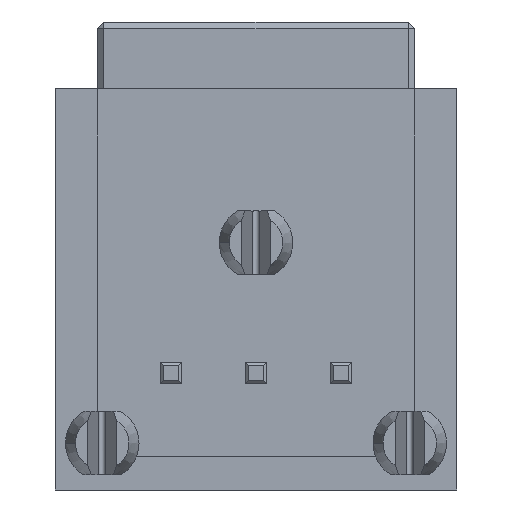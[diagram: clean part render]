
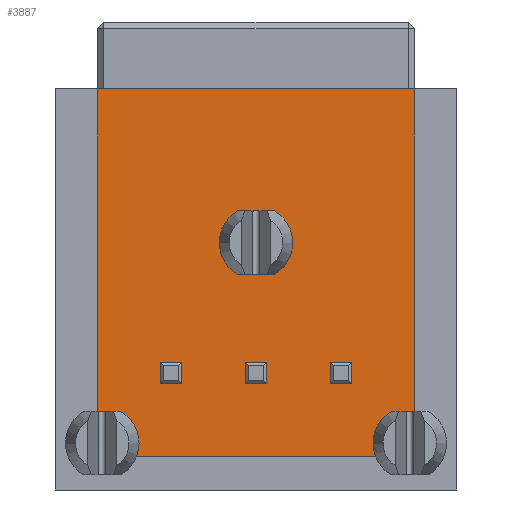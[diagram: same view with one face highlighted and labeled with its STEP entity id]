
A CAD part, front view. The second image highlights one B-rep face of the part: STEP entity #3887.
In plain terms, the highlighted planar face has unit normal (0, -1, 0).
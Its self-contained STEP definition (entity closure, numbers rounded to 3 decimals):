
#193 = LINE ( 'NONE', #8329, #5421 ) ;
#204 = FACE_OUTER_BOUND ( 'NONE', #5529, .T. ) ;
#266 = CARTESIAN_POINT ( 'NONE',  ( 4.75, -5.265, 1. ) ) ;
#501 = CIRCLE ( 'NONE', #4615, 0.95 ) ;
#549 = DIRECTION ( 'NONE',  ( 0., 0., 1. ) ) ;
#730 = LINE ( 'NONE', #266, #7974 ) ;
#751 = CARTESIAN_POINT ( 'NONE',  ( 4.6, -5.265, 1.4 ) ) ;
#770 = CARTESIAN_POINT ( 'NONE',  ( -4.75, -5.265, 1. ) ) ;
#781 = DIRECTION ( 'NONE',  ( 0., -1., 0. ) ) ;
#787 = DIRECTION ( 'NONE',  ( 0., -1., 0. ) ) ;
#1412 = AXIS2_PLACEMENT_3D ( 'NONE', #7362, #5870, #4350 ) ;
#1526 = EDGE_CURVE ( 'NONE', #2050, #3676, #5043, .T. ) ;
#1575 = EDGE_CURVE ( 'NONE', #4414, #6393, #3940, .T. ) ;
#1815 = ORIENTED_EDGE ( 'NONE', *, *, #8088, .F. ) ;
#1844 = VERTEX_POINT ( 'NONE', #4546 ) ;
#2050 = VERTEX_POINT ( 'NONE', #7338 ) ;
#2132 = DIRECTION ( 'NONE',  ( 0., 0., -1. ) ) ;
#2136 = VERTEX_POINT ( 'NONE', #5123 ) ;
#2298 = EDGE_CURVE ( 'NONE', #1844, #2136, #3412, .T. ) ;
#2365 = DIRECTION ( 'NONE',  ( 0., 0., 1. ) ) ;
#2672 = CARTESIAN_POINT ( 'NONE',  ( 0., -5.265, 6.45 ) ) ;
#2679 = DIRECTION ( 'NONE',  ( 0., 0., 1. ) ) ;
#2807 = DIRECTION ( 'NONE',  ( 0., 0., 1. ) ) ;
#2885 = AXIS2_PLACEMENT_3D ( 'NONE', #751, #5886, #2679 ) ;
#2959 = CARTESIAN_POINT ( 'NONE',  ( -4.75, -5.265, 1. ) ) ;
#3208 = ORIENTED_EDGE ( 'NONE', *, *, #7241, .F. ) ;
#3340 = EDGE_CURVE ( 'NONE', #4414, #1844, #501, .T. ) ;
#3385 = ORIENTED_EDGE ( 'NONE', *, *, #7096, .T. ) ;
#3412 = CIRCLE ( 'NONE', #5690, 0.95 ) ;
#3417 = CIRCLE ( 'NONE', #4299, 0.95 ) ;
#3528 = DIRECTION ( 'NONE',  ( 1., 0., 0. ) ) ;
#3539 = EDGE_CURVE ( 'NONE', #3967, #3842, #4218, .T. ) ;
#3552 = CARTESIAN_POINT ( 'NONE',  ( 0., -5.265, 8.35 ) ) ;
#3592 = LINE ( 'NONE', #3878, #6641 ) ;
#3653 = CARTESIAN_POINT ( 'NONE',  ( 0., -5.265, 7.4 ) ) ;
#3676 = VERTEX_POINT ( 'NONE', #6334 ) ;
#3784 = CARTESIAN_POINT ( 'NONE',  ( -3.738, -5.265, 1. ) ) ;
#3842 = VERTEX_POINT ( 'NONE', #2672 ) ;
#3878 = CARTESIAN_POINT ( 'NONE',  ( -4.75, -5.265, 1. ) ) ;
#3887 = ADVANCED_FACE ( 'NONE', ( #204, #6681 ), #6504, .F. ) ;
#3940 = LINE ( 'NONE', #770, #7426 ) ;
#3967 = VERTEX_POINT ( 'NONE', #3552 ) ;
#4218 = CIRCLE ( 'NONE', #5248, 0.95 ) ;
#4299 = AXIS2_PLACEMENT_3D ( 'NONE', #6345, #7563, #549 ) ;
#4317 = DIRECTION ( 'NONE',  ( 0., 0., 1. ) ) ;
#4350 = DIRECTION ( 'NONE',  ( 0., 0., 1. ) ) ;
#4394 = ORIENTED_EDGE ( 'NONE', *, *, #8253, .T. ) ;
#4414 = VERTEX_POINT ( 'NONE', #3784 ) ;
#4546 = CARTESIAN_POINT ( 'NONE',  ( -4.6, -5.265, 2.35 ) ) ;
#4615 = AXIS2_PLACEMENT_3D ( 'NONE', #4672, #787, #5290 ) ;
#4663 = CARTESIAN_POINT ( 'NONE',  ( -4.6, -5.265, 1.4 ) ) ;
#4672 = CARTESIAN_POINT ( 'NONE',  ( -4.6, -5.265, 1.4 ) ) ;
#5043 = CIRCLE ( 'NONE', #2885, 0.95 ) ;
#5123 = CARTESIAN_POINT ( 'NONE',  ( -4.75, -5.265, 2.338 ) ) ;
#5248 = AXIS2_PLACEMENT_3D ( 'NONE', #3653, #8105, #4317 ) ;
#5280 = DIRECTION ( 'NONE',  ( 0., 0., 1. ) ) ;
#5290 = DIRECTION ( 'NONE',  ( 0., 0., 1. ) ) ;
#5421 = VECTOR ( 'NONE', #3528, 1000. ) ;
#5529 = EDGE_LOOP ( 'NONE', ( #5979, #3208, #5736, #4394, #7768, #3385, #6167, #8148 ) ) ;
#5690 = AXIS2_PLACEMENT_3D ( 'NONE', #4663, #781, #5280 ) ;
#5736 = ORIENTED_EDGE ( 'NONE', *, *, #1526, .F. ) ;
#5870 = DIRECTION ( 'NONE',  ( 0., -1., 0. ) ) ;
#5886 = DIRECTION ( 'NONE',  ( 0., -1., 0. ) ) ;
#5979 = ORIENTED_EDGE ( 'NONE', *, *, #1575, .T. ) ;
#5987 = EDGE_LOOP ( 'NONE', ( #8171, #1815 ) ) ;
#6167 = ORIENTED_EDGE ( 'NONE', *, *, #2298, .F. ) ;
#6334 = CARTESIAN_POINT ( 'NONE',  ( 4.6, -5.265, 2.35 ) ) ;
#6345 = CARTESIAN_POINT ( 'NONE',  ( 4.6, -5.265, 1.4 ) ) ;
#6367 = CARTESIAN_POINT ( 'NONE',  ( 3.738, -5.265, 1. ) ) ;
#6393 = VERTEX_POINT ( 'NONE', #6367 ) ;
#6485 = CARTESIAN_POINT ( 'NONE',  ( -4.75, -5.265, 12. ) ) ;
#6504 = PLANE ( 'NONE',  #6874 ) ;
#6598 = VERTEX_POINT ( 'NONE', #6485 ) ;
#6641 = VECTOR ( 'NONE', #2132, 1000. ) ;
#6668 = CARTESIAN_POINT ( 'NONE',  ( 4.75, -5.265, 12. ) ) ;
#6681 = FACE_BOUND ( 'NONE', #5987, .T. ) ;
#6750 = EDGE_CURVE ( 'NONE', #6598, #7181, #193, .T. ) ;
#6826 = DIRECTION ( 'NONE',  ( 0., 1., 0. ) ) ;
#6835 = CIRCLE ( 'NONE', #1412, 0.95 ) ;
#6874 = AXIS2_PLACEMENT_3D ( 'NONE', #2959, #6826, #2365 ) ;
#7096 = EDGE_CURVE ( 'NONE', #6598, #2136, #3592, .T. ) ;
#7106 = DIRECTION ( 'NONE',  ( 1., 0., 0. ) ) ;
#7181 = VERTEX_POINT ( 'NONE', #6668 ) ;
#7241 = EDGE_CURVE ( 'NONE', #3676, #6393, #3417, .T. ) ;
#7338 = CARTESIAN_POINT ( 'NONE',  ( 4.75, -5.265, 2.338 ) ) ;
#7362 = CARTESIAN_POINT ( 'NONE',  ( 0., -5.265, 7.4 ) ) ;
#7426 = VECTOR ( 'NONE', #7106, 1000. ) ;
#7563 = DIRECTION ( 'NONE',  ( 0., -1., 0. ) ) ;
#7768 = ORIENTED_EDGE ( 'NONE', *, *, #6750, .F. ) ;
#7974 = VECTOR ( 'NONE', #2807, 1000. ) ;
#8088 = EDGE_CURVE ( 'NONE', #3842, #3967, #6835, .T. ) ;
#8105 = DIRECTION ( 'NONE',  ( 0., -1., 0. ) ) ;
#8148 = ORIENTED_EDGE ( 'NONE', *, *, #3340, .F. ) ;
#8171 = ORIENTED_EDGE ( 'NONE', *, *, #3539, .F. ) ;
#8253 = EDGE_CURVE ( 'NONE', #2050, #7181, #730, .T. ) ;
#8329 = CARTESIAN_POINT ( 'NONE',  ( -4.75, -5.265, 12. ) ) ;
